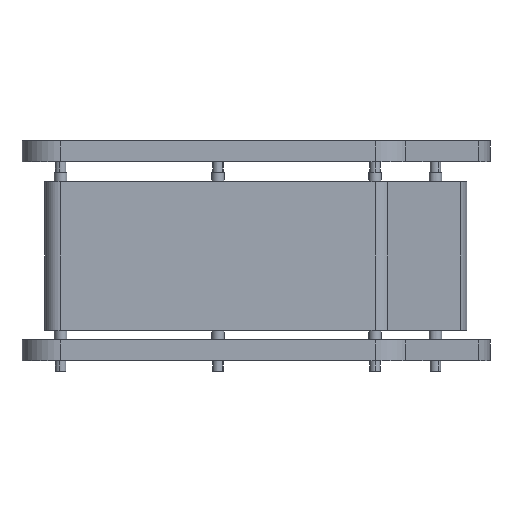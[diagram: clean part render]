
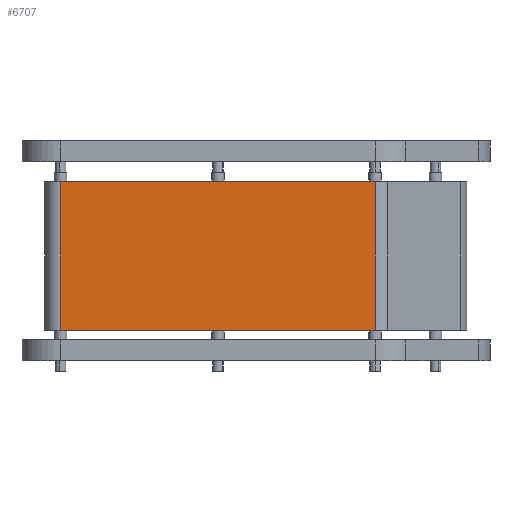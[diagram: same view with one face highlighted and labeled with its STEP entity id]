
A CAD part, front view. The second image highlights one B-rep face of the part: STEP entity #6707.
In plain terms, the highlighted planar face has unit normal (0, -1, 0).
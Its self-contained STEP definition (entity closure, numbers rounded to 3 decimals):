
#3 = CARTESIAN_POINT ( 'NONE',  ( 0., -15., 142. ) ) ;
#115 = LINE ( 'NONE', #1159, #3222 ) ;
#381 = EDGE_LOOP ( 'NONE', ( #4997, #2578, #2252, #5399 ) ) ;
#551 = DIRECTION ( 'NONE',  ( 0., 0., 1. ) ) ;
#752 = AXIS2_PLACEMENT_3D ( 'NONE', #2829, #5645, #551 ) ;
#979 = VERTEX_POINT ( 'NONE', #5096 ) ;
#1159 = CARTESIAN_POINT ( 'NONE',  ( 0., -15., 0. ) ) ;
#2186 = PLANE ( 'NONE',  #752 ) ;
#2227 = DIRECTION ( 'NONE',  ( 1., 0., 0. ) ) ;
#2252 = ORIENTED_EDGE ( 'NONE', *, *, #3959, .F. ) ;
#2331 = EDGE_CURVE ( 'NONE', #979, #5185, #115, .T. ) ;
#2494 = DIRECTION ( 'NONE',  ( 0., 0., -1. ) ) ;
#2537 = EDGE_CURVE ( 'NONE', #5456, #5185, #5421, .T. ) ;
#2573 = CARTESIAN_POINT ( 'NONE',  ( 300., -15., 142. ) ) ;
#2578 = ORIENTED_EDGE ( 'NONE', *, *, #2537, .F. ) ;
#2829 = CARTESIAN_POINT ( 'NONE',  ( 0., -15., 1. ) ) ;
#2988 = DIRECTION ( 'NONE',  ( 1., 0., 0. ) ) ;
#3222 = VECTOR ( 'NONE', #2988, 1000. ) ;
#3323 = CARTESIAN_POINT ( 'NONE',  ( 0., -15., 142. ) ) ;
#3959 = EDGE_CURVE ( 'NONE', #3983, #5456, #6687, .T. ) ;
#3983 = VERTEX_POINT ( 'NONE', #3323 ) ;
#4408 = CARTESIAN_POINT ( 'NONE',  ( 300., -15., 0. ) ) ;
#4483 = CARTESIAN_POINT ( 'NONE',  ( 0., -15., 1. ) ) ;
#4559 = LINE ( 'NONE', #4483, #6362 ) ;
#4997 = ORIENTED_EDGE ( 'NONE', *, *, #2331, .T. ) ;
#5096 = CARTESIAN_POINT ( 'NONE',  ( 0., -15., 0. ) ) ;
#5185 = VERTEX_POINT ( 'NONE', #4408 ) ;
#5399 = ORIENTED_EDGE ( 'NONE', *, *, #7165, .T. ) ;
#5421 = LINE ( 'NONE', #5908, #6858 ) ;
#5456 = VERTEX_POINT ( 'NONE', #2573 ) ;
#5624 = VECTOR ( 'NONE', #2227, 1000. ) ;
#5645 = DIRECTION ( 'NONE',  ( 0., 1., 0. ) ) ;
#5908 = CARTESIAN_POINT ( 'NONE',  ( 300., -15., 1. ) ) ;
#6362 = VECTOR ( 'NONE', #6745, 1000. ) ;
#6687 = LINE ( 'NONE', #3, #5624 ) ;
#6707 = ADVANCED_FACE ( 'NONE', ( #7275 ), #2186, .F. ) ;
#6745 = DIRECTION ( 'NONE',  ( 0., 0., -1. ) ) ;
#6858 = VECTOR ( 'NONE', #2494, 1000. ) ;
#7165 = EDGE_CURVE ( 'NONE', #3983, #979, #4559, .T. ) ;
#7275 = FACE_OUTER_BOUND ( 'NONE', #381, .T. ) ;
